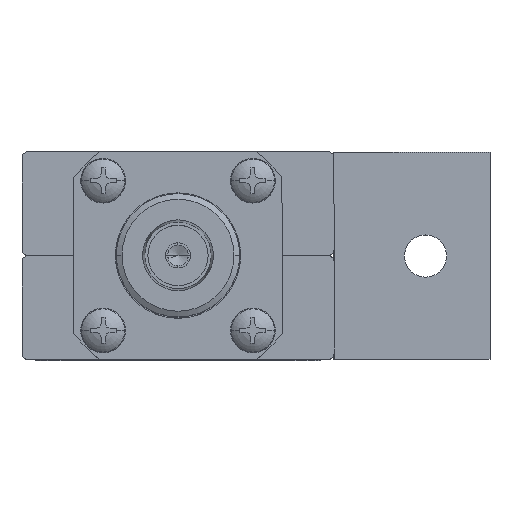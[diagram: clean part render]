
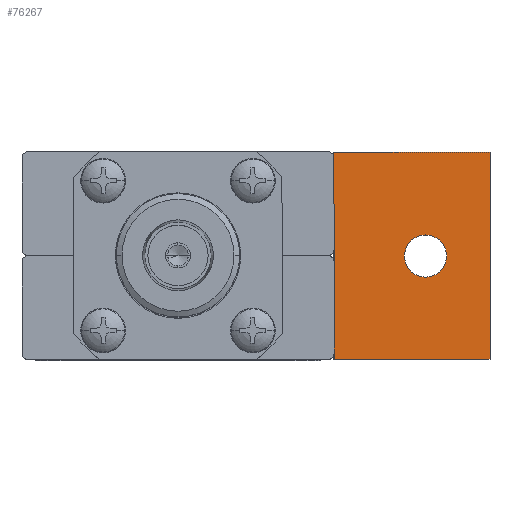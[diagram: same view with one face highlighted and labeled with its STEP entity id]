
A CAD part, top view. The second image highlights one B-rep face of the part: STEP entity #76267.
In plain terms, the highlighted face is planar.
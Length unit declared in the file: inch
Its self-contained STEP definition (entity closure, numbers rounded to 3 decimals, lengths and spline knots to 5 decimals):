
#806 = CARTESIAN_POINT ( 'NONE',  ( -0.63, -0.12, -0.4975 ) ) ;
#2147 = ORIENTED_EDGE ( 'NONE', *, *, #16189, .T. ) ;
#3988 = CARTESIAN_POINT ( 'NONE',  ( 0.12, -0.12, 0.4975 ) ) ;
#5285 = FACE_BOUND ( 'NONE', #74844, .T. ) ;
#6668 = VERTEX_POINT ( 'NONE', #105421 ) ;
#13327 = CARTESIAN_POINT ( 'NONE',  ( 0.12, -0.12, 0.4975 ) ) ;
#14509 = EDGE_CURVE ( 'NONE', #82270, #6668, #78880, .T. ) ;
#16189 = EDGE_CURVE ( 'NONE', #24385, #63005, #50566, .T. ) ;
#16406 = DIRECTION ( 'NONE',  ( 0., 0., -1. ) ) ;
#17150 = ORIENTED_EDGE ( 'NONE', *, *, #78533, .F. ) ;
#19404 = DIRECTION ( 'NONE',  ( 0., 0., -1. ) ) ;
#20594 = AXIS2_PLACEMENT_3D ( 'NONE', #29234, #38753, #71300 ) ;
#21916 = LINE ( 'NONE', #68437, #73136 ) ;
#24385 = VERTEX_POINT ( 'NONE', #77115 ) ;
#24406 = AXIS2_PLACEMENT_3D ( 'NONE', #87786, #39782, #16406 ) ;
#25316 = DIRECTION ( 'NONE',  ( 0., -1., 0. ) ) ;
#27394 = CARTESIAN_POINT ( 'NONE',  ( -0.32, -0.12, 0.0025 ) ) ;
#29234 = CARTESIAN_POINT ( 'NONE',  ( 0.12, -0.12, 0.4975 ) ) ;
#29391 = VECTOR ( 'NONE', #43782, 39.37008 ) ;
#30977 = DIRECTION ( 'NONE',  ( 0., 0., -1. ) ) ;
#34828 = ORIENTED_EDGE ( 'NONE', *, *, #14509, .F. ) ;
#38753 = DIRECTION ( 'NONE',  ( 0., 1., 0. ) ) ;
#39782 = DIRECTION ( 'NONE',  ( 0., -1., 0. ) ) ;
#43782 = DIRECTION ( 'NONE',  ( 1., 0., 0. ) ) ;
#44035 = ORIENTED_EDGE ( 'NONE', *, *, #93579, .F. ) ;
#46651 = VERTEX_POINT ( 'NONE', #13327 ) ;
#46703 = PLANE ( 'NONE',  #20594 ) ;
#47148 = EDGE_CURVE ( 'NONE', #63005, #90792, #59867, .T. ) ;
#50566 = LINE ( 'NONE', #68194, #60487 ) ;
#51665 = AXIS2_PLACEMENT_3D ( 'NONE', #27394, #25316, #19404 ) ;
#53485 = CARTESIAN_POINT ( 'NONE',  ( 0.12, -0.12, -0.4975 ) ) ;
#54561 = EDGE_LOOP ( 'NONE', ( #94537, #44035, #94349, #2147 ) ) ;
#55590 = VECTOR ( 'NONE', #60466, 39.37008 ) ;
#59867 = LINE ( 'NONE', #92377, #29391 ) ;
#60466 = DIRECTION ( 'NONE',  ( 1., 0., 0. ) ) ;
#60487 = VECTOR ( 'NONE', #99630, 39.37008 ) ;
#63005 = VERTEX_POINT ( 'NONE', #806 ) ;
#63497 = CIRCLE ( 'NONE', #24406, 0.1015 ) ;
#67406 = CARTESIAN_POINT ( 'NONE',  ( -0.32, -0.12, -0.099 ) ) ;
#68194 = CARTESIAN_POINT ( 'NONE',  ( -0.63, -0.12, 0.4975 ) ) ;
#68437 = CARTESIAN_POINT ( 'NONE',  ( 0.12, -0.12, 0.4975 ) ) ;
#71300 = DIRECTION ( 'NONE',  ( 0., 0., 1. ) ) ;
#73136 = VECTOR ( 'NONE', #30977, 39.37008 ) ;
#74844 = EDGE_LOOP ( 'NONE', ( #34828, #17150 ) ) ;
#76267 = ADVANCED_FACE ( 'NONE', ( #5285, #102757 ), #46703, .F. ) ;
#77115 = CARTESIAN_POINT ( 'NONE',  ( -0.63, -0.12, 0.4975 ) ) ;
#78533 = EDGE_CURVE ( 'NONE', #6668, #82270, #63497, .T. ) ;
#78880 = CIRCLE ( 'NONE', #51665, 0.1015 ) ;
#82270 = VERTEX_POINT ( 'NONE', #67406 ) ;
#87786 = CARTESIAN_POINT ( 'NONE',  ( -0.32, -0.12, 0.0025 ) ) ;
#90792 = VERTEX_POINT ( 'NONE', #53485 ) ;
#91920 = EDGE_CURVE ( 'NONE', #24385, #46651, #102529, .T. ) ;
#92377 = CARTESIAN_POINT ( 'NONE',  ( 0.12, -0.12, -0.4975 ) ) ;
#93579 = EDGE_CURVE ( 'NONE', #46651, #90792, #21916, .T. ) ;
#94349 = ORIENTED_EDGE ( 'NONE', *, *, #91920, .F. ) ;
#94537 = ORIENTED_EDGE ( 'NONE', *, *, #47148, .T. ) ;
#99630 = DIRECTION ( 'NONE',  ( 0., 0., -1. ) ) ;
#102529 = LINE ( 'NONE', #3988, #55590 ) ;
#102757 = FACE_OUTER_BOUND ( 'NONE', #54561, .T. ) ;
#105421 = CARTESIAN_POINT ( 'NONE',  ( -0.32, -0.12, 0.104 ) ) ;
